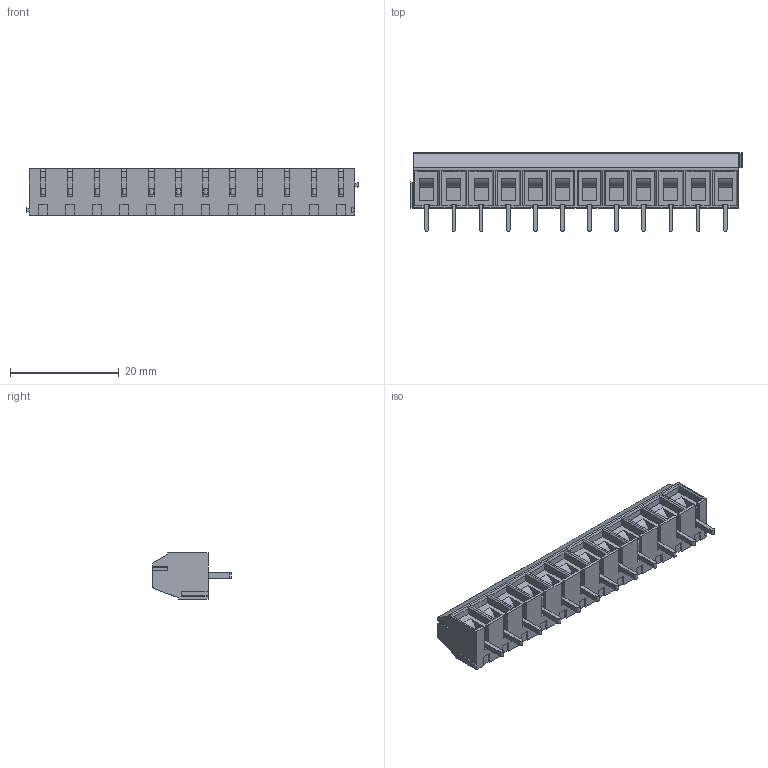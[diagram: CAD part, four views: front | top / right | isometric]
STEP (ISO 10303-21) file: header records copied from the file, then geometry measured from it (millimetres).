
FILE_DESCRIPTION(('STEP AP214'),'1');
FILE_NAME('MBE1512-5-V.stp','2020-01-21T08:35:48',(' '),(' '),'Spatial InterOp 3D',' ',' ');
FILE_SCHEMA(('automotive_design'));
Length unit declared in the file: metre
Products named in the file (1): 1
Bounding box: 61.2 x 14.5 x 8.6 mm (x, y, z)
Volume: 3517.2 mm3; surface area: 4234.3 mm2
Topology: 1 solids, 1 shells, 584 faces, 1593 edges, 1062 vertices
Faces by surface type: plane 501, cylinder 70, torus 12, extrusion 1
Full cylindrical faces by diameter (mm): 3.3 x12, 3.4 x12
Entity records: 22549 total; most frequent: CARTESIAN_POINT 3174, ORIENTED_EDGE 3066, DIRECTION 2888, EDGE_CURVE 1533, VECTOR 1344, LINE 1343, VERTEX_POINT 1038, AXIS2_PLACEMENT_3D 772
